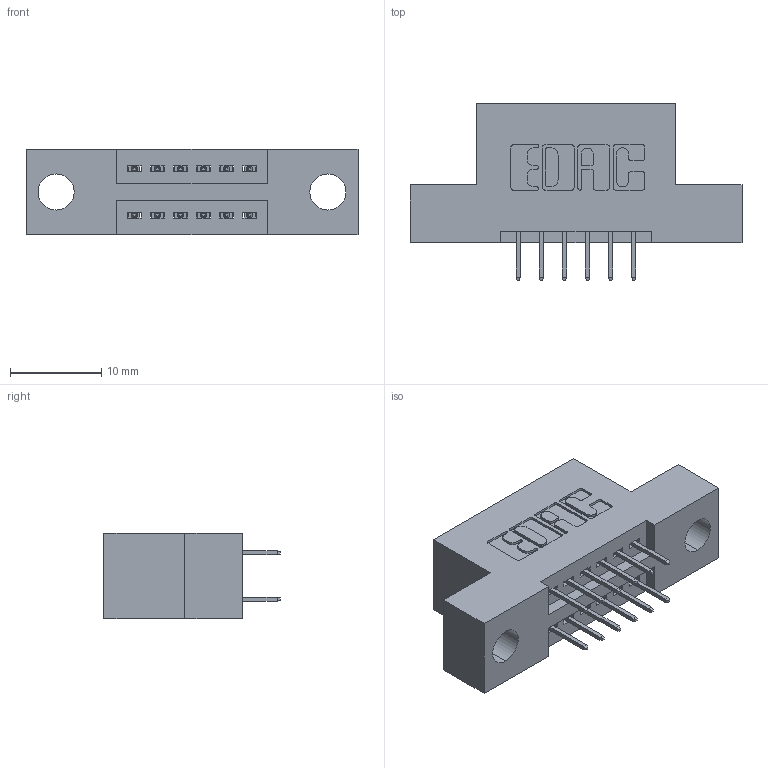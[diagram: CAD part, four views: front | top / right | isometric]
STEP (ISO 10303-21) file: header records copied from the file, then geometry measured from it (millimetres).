
FILE_DESCRIPTION (( 'STEP AP203' ), '1' );
FILE_NAME ('395-012-524-204.STEP', '2021-06-14T17:37:28', ( '' ), ( '' ), 'SwSTEP 2.0', 'SolidWorks 2020', '' );
FILE_SCHEMA (( 'CONFIG_CONTROL_DESIGN' ));
Length unit declared in the file: inch
Products named in the file (3): 345 Part_Flush Mounting Lugs - 0.156 Dia-TI; 345-292-001_345-293-124; 395-012-524-204
Assembly tree (13 placements, depth 2):
  395-012-524-204
    345 Part_Flush Mounting Lugs - 0.156 Dia-TI
    345-292-001_345-293-124  x12
Bounding box: 36.45 x 19.35 x 9.4 mm (x, y, z)
Volume: 3082.4 mm3; surface area: 3662.7 mm2
Topology: 13 solids, 13 shells, 788 faces, 2213 edges, 1426 vertices
Faces by surface type: plane 562, cylinder 226
Entity records: 10047 total; most frequent: CARTESIAN_POINT 1722, ORIENTED_EDGE 1654, DIRECTION 1563, EDGE_CURVE 827, LINE 675, VECTOR 675, VERTEX_POINT 546, AXIS2_PLACEMENT_3D 444
